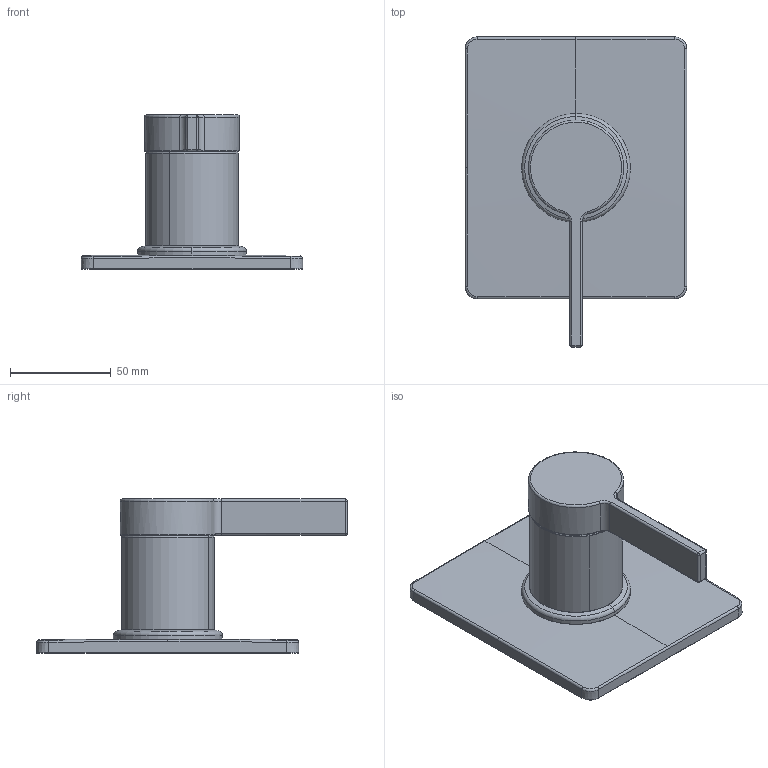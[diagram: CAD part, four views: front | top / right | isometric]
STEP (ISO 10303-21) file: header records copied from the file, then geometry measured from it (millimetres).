
FILE_DESCRIPTION (( 'STEP AP203' ), '1' );
FILE_NAME ('50679903.STEP', '2018-06-06T10:46:58', ( '' ), ( '' ), 'SwSTEP 2.0', 'SolidWorks 2016', '' );
FILE_SCHEMA (( 'CONFIG_CONTROL_DESIGN' ));
Length unit declared in the file: millimetre
Products named in the file (1): 50679903
Bounding box: 110 x 154 x 76.4 mm (x, y, z)
Volume: 222069.7 mm3; surface area: 45689.5 mm2
Topology: 1 solids, 2 shells, 86 faces, 194 edges, 112 vertices
Faces by surface type: cylinder 26, torus 18, plane 14, sphere 10, bspline 10, cone 8
Entity records: 3533 total; most frequent: CARTESIAN_POINT 1601, DIRECTION 413, ORIENTED_EDGE 372, EDGE_CURVE 186, AXIS2_PLACEMENT_3D 181, VERTEX_POINT 108, CIRCLE 104, EDGE_LOOP 92
